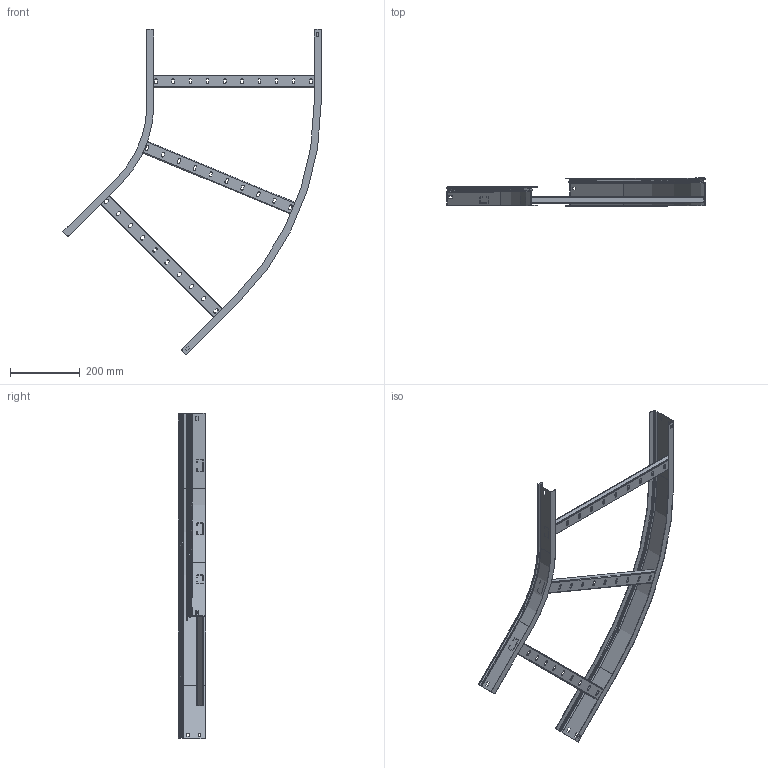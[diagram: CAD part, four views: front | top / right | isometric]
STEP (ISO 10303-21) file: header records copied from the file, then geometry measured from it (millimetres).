
FILE_DESCRIPTION (( 'STEP AP214' ), '1' );
FILE_NAME ('CKR04D-4--08.STEP', '2021-03-08T15:32:19', ( '' ), ( '' ), 'SwSTEP 2.0', 'SolidWorks 2017', '' );
FILE_SCHEMA (( 'AUTOMOTIVE_DESIGN' ));
Length unit declared in the file: millimetre
Products named in the file (4): CKR04D-4--08; 岓臍 195.07.01 呧翲歑鍙 摳賧禖嶱-00; ÊÈÂÀ 095.00.02 Ïëàíêà ïîïåðå÷íàÿ_-04; 嗜吕 195.07.02 祟礞屦铐 铗忮蝽_-08
Assembly tree (5 placements, depth 2):
  CKR04D-4--08
    岓臍 195.07.01 呧翲歑鍙 摳賧禖嶱-00
    ÊÈÂÀ 095.00.02 Ïëàíêà ïîïåðå÷íàÿ_-04  x3
    嗜吕 195.07.02 祟礞屦铐 铗忮蝽_-08
Bounding box: 741.91 x 80 x 936.13 mm (x, y, z)
Volume: 374461.6 mm3; surface area: 634662.8 mm2
Topology: 5 solids, 5 shells, 436 faces, 1066 edges, 640 vertices
Faces by surface type: plane 282, cylinder 132, torus 14, cone 8
Entity records: 8186 total; most frequent: DIRECTION 1420, CARTESIAN_POINT 1362, ORIENTED_EDGE 1348, EDGE_CURVE 674, LINE 504, VECTOR 504, AXIS2_PLACEMENT_3D 458, VERTEX_POINT 400
